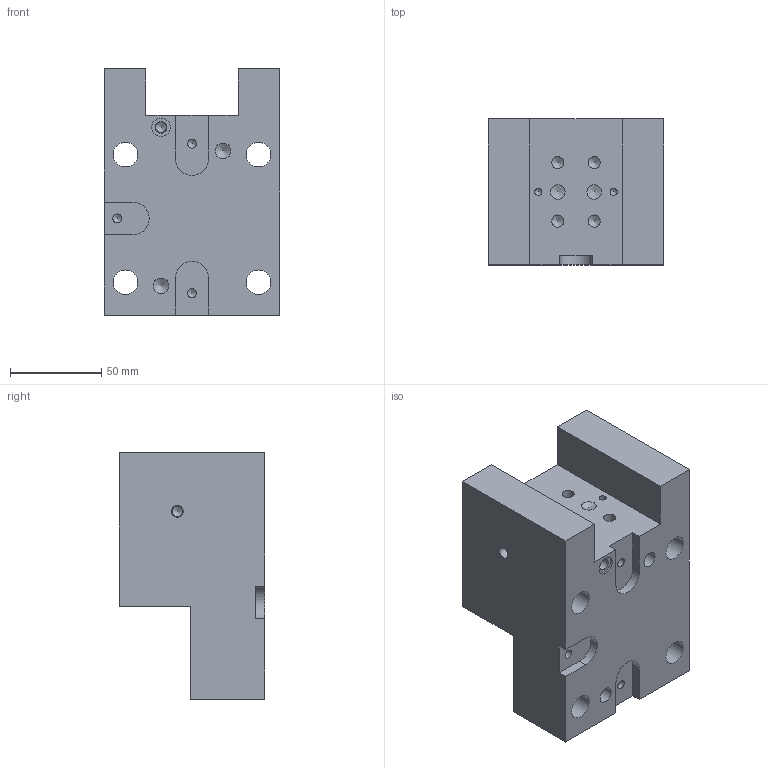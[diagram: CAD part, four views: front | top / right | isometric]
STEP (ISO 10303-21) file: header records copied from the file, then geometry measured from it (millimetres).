
FILE_DESCRIPTION(/* description */ ('TURNING TOOL HOLDER 1.00" BMT65'),/* implementation_level */ '2;1');
FILE_NAME(/* name */ 'BMT65OD-1-PARLEC.stp',/* time_stamp */ '2021-11-18T13:32:24-05:00',/* author */ ('dalloco'),/* organization */ (''),/* preprocessor_version */ 'ST-DEVELOPER v16.13',/* originating_system */ 'Autodesk Inventor 2018',/* authorisation */ '');
FILE_SCHEMA (('AUTOMOTIVE_DESIGN { 1 0 10303 214 3 1 1 }'));
Length unit declared in the file: inch
Products named in the file (1): BMT65OD-1-PARLEC
Bounding box: 96 x 80 x 135 mm (x, y, z)
Volume: 668165.6 mm3; surface area: 82714 mm2
Topology: 1 solids, 1 shells, 815 faces, 2213 edges, 1469 vertices
Faces by surface type: plane 568, bspline 182, cylinder 39, cone 26
Full cylindrical faces by diameter (mm): 3.962 x2, 4.928 x5, 5.944 x10, 6.248 x2, 6.655 x4, 8.611 x2, 10.16 x1, 12.827 x2, 13.487 x4, 19.863 x4
Entity records: 26488 total; most frequent: CARTESIAN_POINT 7451, ORIENTED_EDGE 4228, DIRECTION 3097, EDGE_CURVE 2114, LINE 1655, VECTOR 1655, VERTEX_POINT 1433, EDGE_LOOP 969
